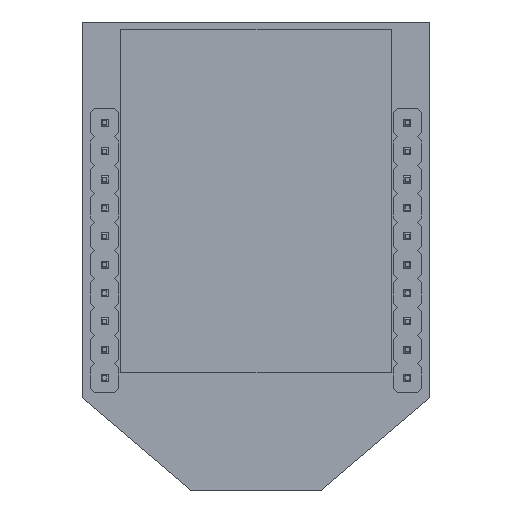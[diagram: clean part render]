
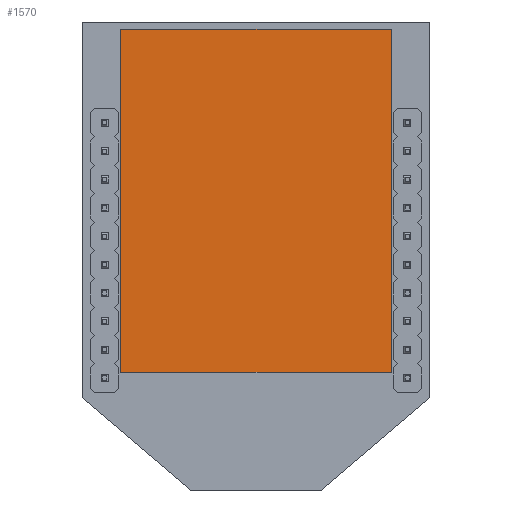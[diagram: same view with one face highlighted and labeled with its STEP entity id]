
A CAD part, front view. The second image highlights one B-rep face of the part: STEP entity #1570.
In plain terms, the highlighted planar face has unit normal (0, -1, 0).
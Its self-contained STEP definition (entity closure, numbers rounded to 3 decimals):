
#1313 = CARTESIAN_POINT ( 'NONE',  ( 9.55, -2., -8.7 ) ) ;
#1570 = ADVANCED_FACE ( 'NONE', ( #19535 ), #24696, .T. ) ;
#3248 = DIRECTION ( 'NONE',  ( 0., 0., -1. ) ) ;
#3510 = VERTEX_POINT ( 'NONE', #13400 ) ;
#4152 = DIRECTION ( 'NONE',  ( -1., 0., 0. ) ) ;
#4178 = ORIENTED_EDGE ( 'NONE', *, *, #21258, .T. ) ;
#4781 = AXIS2_PLACEMENT_3D ( 'NONE', #19696, #10595, #3248 ) ;
#5959 = DIRECTION ( 'NONE',  ( 0., 0., 1. ) ) ;
#9213 = EDGE_LOOP ( 'NONE', ( #17082, #15157, #27784, #4178 ) ) ;
#10445 = DIRECTION ( 'NONE',  ( 1., 0., 0. ) ) ;
#10595 = DIRECTION ( 'NONE',  ( 0., -1., 0. ) ) ;
#13400 = CARTESIAN_POINT ( 'NONE',  ( -9.55, -2., 15.5 ) ) ;
#14498 = CARTESIAN_POINT ( 'NONE',  ( 9.55, -2., -8.7 ) ) ;
#15157 = ORIENTED_EDGE ( 'NONE', *, *, #25054, .T. ) ;
#15975 = CARTESIAN_POINT ( 'NONE',  ( 9.55, -2., 15.5 ) ) ;
#17082 = ORIENTED_EDGE ( 'NONE', *, *, #26025, .T. ) ;
#17393 = LINE ( 'NONE', #24858, #26375 ) ;
#17617 = LINE ( 'NONE', #1313, #25432 ) ;
#17669 = VECTOR ( 'NONE', #4152, 1000. ) ;
#19040 = VERTEX_POINT ( 'NONE', #22983 ) ;
#19131 = CARTESIAN_POINT ( 'NONE',  ( -9.55, -2., -8.7 ) ) ;
#19535 = FACE_OUTER_BOUND ( 'NONE', #9213, .T. ) ;
#19696 = CARTESIAN_POINT ( 'NONE',  ( -9.55, -2., 15.5 ) ) ;
#21258 = EDGE_CURVE ( 'NONE', #19040, #3510, #27787, .T. ) ;
#22506 = CARTESIAN_POINT ( 'NONE',  ( -9.55, -2., -8.7 ) ) ;
#22983 = CARTESIAN_POINT ( 'NONE',  ( 9.55, -2., 15.5 ) ) ;
#24642 = VERTEX_POINT ( 'NONE', #19131 ) ;
#24696 = PLANE ( 'NONE',  #4781 ) ;
#24858 = CARTESIAN_POINT ( 'NONE',  ( 9.55, -2., -8.7 ) ) ;
#25054 = EDGE_CURVE ( 'NONE', #24642, #27432, #17393, .T. ) ;
#25432 = VECTOR ( 'NONE', #5959, 1000. ) ;
#26025 = EDGE_CURVE ( 'NONE', #3510, #24642, #29744, .T. ) ;
#26375 = VECTOR ( 'NONE', #10445, 1000. ) ;
#26625 = EDGE_CURVE ( 'NONE', #27432, #19040, #17617, .T. ) ;
#27432 = VERTEX_POINT ( 'NONE', #14498 ) ;
#27590 = DIRECTION ( 'NONE',  ( 0., 0., -1. ) ) ;
#27784 = ORIENTED_EDGE ( 'NONE', *, *, #26625, .T. ) ;
#27787 = LINE ( 'NONE', #15975, #17669 ) ;
#29328 = VECTOR ( 'NONE', #27590, 1000. ) ;
#29744 = LINE ( 'NONE', #22506, #29328 ) ;
